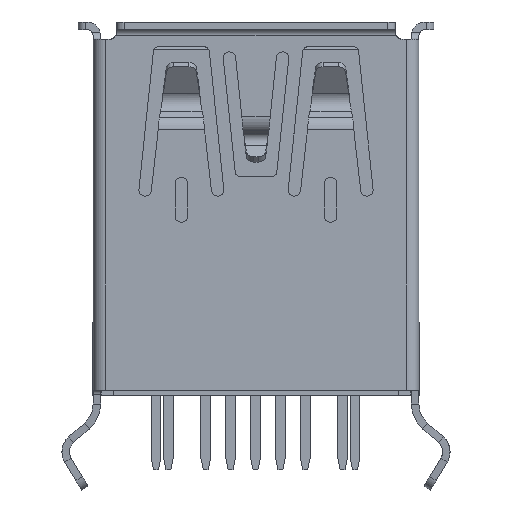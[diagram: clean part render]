
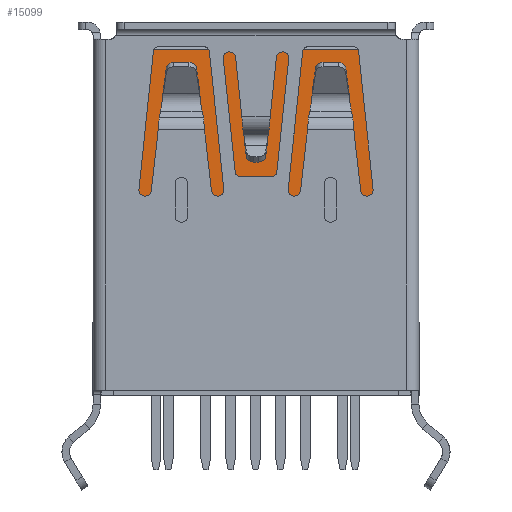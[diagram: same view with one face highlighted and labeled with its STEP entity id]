
A CAD part, top view. The second image highlights one B-rep face of the part: STEP entity #15099.
In plain terms, the highlighted planar face has unit normal (0, 0, 1).
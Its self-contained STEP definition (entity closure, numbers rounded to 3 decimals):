
#1460=DIRECTION('',(-1.,0.,0.));
#1461=VECTOR('',#1460,10.3);
#1462=CARTESIAN_POINT('',(5.15,4.56,1.84));
#1463=LINE('',#1462,#1461);
#4365=DIRECTION('',(0.,-1.,0.));
#4366=VECTOR('',#4365,9.34);
#4367=CARTESIAN_POINT('',(5.15,13.9,1.84));
#4368=LINE('',#4367,#4366);
#4375=CARTESIAN_POINT('',(5.15,13.9,1.84));
#4385=DIRECTION('',(0.,1.,0.));
#4386=VECTOR('',#4385,9.34);
#4387=CARTESIAN_POINT('',(-5.15,4.56,1.84));
#4388=LINE('',#4387,#4386);
#4413=DIRECTION('',(1.,0.,0.));
#4414=VECTOR('',#4413,10.3);
#4415=CARTESIAN_POINT('',(-5.15,13.9,1.84));
#4416=LINE('',#4415,#4414);
#4481=DIRECTION('',(1.,0.,0.));
#4482=VECTOR('',#4481,1.612);
#4483=CARTESIAN_POINT('',(-3.806,11.416,1.84));
#4484=LINE('',#4483,#4482);
#4485=CARTESIAN_POINT('',(-3.733,12.229,1.84));
#4486=CARTESIAN_POINT('',(-3.737,12.175,1.84));
#4487=CARTESIAN_POINT('',(-3.746,12.066,1.84));
#4488=CARTESIAN_POINT('',(-3.761,11.904,1.84));
#4489=CARTESIAN_POINT('',(-3.777,11.742,1.84));
#4490=CARTESIAN_POINT('',(-3.793,11.579,1.84));
#4491=CARTESIAN_POINT('',(-3.802,11.471,1.84));
#4492=CARTESIAN_POINT('',(-3.806,11.416,1.84));
#4502=DIRECTION('',(-1.,0.,0.));
#4503=VECTOR('',#4502,1.467);
#4504=CARTESIAN_POINT('',(-2.266,12.229,1.84));
#4505=LINE('',#4504,#4503);
#4524=CARTESIAN_POINT('',(-2.193,11.416,1.84));
#4525=CARTESIAN_POINT('',(-2.197,11.471,1.84));
#4526=CARTESIAN_POINT('',(-2.206,11.579,1.84));
#4527=CARTESIAN_POINT('',(-2.221,11.742,1.84));
#4528=CARTESIAN_POINT('',(-2.238,11.904,1.84));
#4529=CARTESIAN_POINT('',(-2.253,12.066,1.84));
#4530=CARTESIAN_POINT('',(-2.262,12.175,1.84));
#4531=CARTESIAN_POINT('',(-2.266,12.229,1.84));
#4777=DIRECTION('',(-1.,0.,0.));
#4778=VECTOR('',#4777,1.467);
#4779=CARTESIAN_POINT('',(3.733,12.229,1.84));
#4780=LINE('',#4779,#4778);
#4781=CARTESIAN_POINT('',(3.806,11.416,1.84));
#4782=CARTESIAN_POINT('',(3.802,11.471,1.84));
#4783=CARTESIAN_POINT('',(3.793,11.579,1.84));
#4784=CARTESIAN_POINT('',(3.777,11.742,1.84));
#4785=CARTESIAN_POINT('',(3.761,11.904,1.84));
#4786=CARTESIAN_POINT('',(3.746,12.066,1.84));
#4787=CARTESIAN_POINT('',(3.737,12.175,1.84));
#4788=CARTESIAN_POINT('',(3.733,12.229,1.84));
#4798=DIRECTION('',(1.,0.,0.));
#4799=VECTOR('',#4798,1.612);
#4800=CARTESIAN_POINT('',(2.193,11.416,1.84));
#4801=LINE('',#4800,#4799);
#4820=CARTESIAN_POINT('',(2.266,12.229,1.84));
#4821=CARTESIAN_POINT('',(2.262,12.175,1.84));
#4822=CARTESIAN_POINT('',(2.253,12.066,1.84));
#4823=CARTESIAN_POINT('',(2.238,11.904,1.84));
#4824=CARTESIAN_POINT('',(2.221,11.742,1.84));
#4825=CARTESIAN_POINT('',(2.206,11.579,1.84));
#4826=CARTESIAN_POINT('',(2.197,11.471,1.84));
#4827=CARTESIAN_POINT('',(2.193,11.416,1.84));
#7365=CARTESIAN_POINT('',(-5.15,4.56,1.84));
#7366=VERTEX_POINT('',#7365);
#7367=CARTESIAN_POINT('',(5.15,4.56,1.84));
#7368=VERTEX_POINT('',#7367);
#7585=VERTEX_POINT('',#4375);
#7586=CARTESIAN_POINT('',(-5.15,13.9,1.84));
#7587=VERTEX_POINT('',#7586);
#7588=VERTEX_POINT('',#4524);
#7589=VERTEX_POINT('',#4531);
#7590=CARTESIAN_POINT('',(-3.733,12.229,1.84));
#7591=VERTEX_POINT('',#7590);
#7592=VERTEX_POINT('',#4492);
#7593=VERTEX_POINT('',#4820);
#7594=VERTEX_POINT('',#4827);
#7595=CARTESIAN_POINT('',(3.806,11.416,1.84));
#7596=VERTEX_POINT('',#7595);
#7597=VERTEX_POINT('',#4788);
#15066=CARTESIAN_POINT('',(5.55,13.9,1.84));
#15067=DIRECTION('',(0.,0.,1.));
#15068=DIRECTION('',(0.,-1.,0.));
#15069=AXIS2_PLACEMENT_3D('',#15066,#15067,#15068);
#15070=PLANE('',#15069);
#15072=ORIENTED_EDGE('',*,*,#15071,.T.);
#15074=ORIENTED_EDGE('',*,*,#15073,.T.);
#15075=ORIENTED_EDGE('',*,*,#15055,.T.);
#15076=ORIENTED_EDGE('',*,*,#10561,.T.);
#15077=EDGE_LOOP('',(#15072,#15074,#15075,#15076));
#15078=FACE_OUTER_BOUND('',#15077,.F.);
#15080=ORIENTED_EDGE('',*,*,#15079,.T.);
#15082=ORIENTED_EDGE('',*,*,#15081,.T.);
#15084=ORIENTED_EDGE('',*,*,#15083,.T.);
#15086=ORIENTED_EDGE('',*,*,#15085,.T.);
#15087=EDGE_LOOP('',(#15080,#15082,#15084,#15086));
#15088=FACE_BOUND('',#15087,.F.);
#15090=ORIENTED_EDGE('',*,*,#15089,.T.);
#15092=ORIENTED_EDGE('',*,*,#15091,.T.);
#15094=ORIENTED_EDGE('',*,*,#15093,.T.);
#15096=ORIENTED_EDGE('',*,*,#15095,.T.);
#15097=EDGE_LOOP('',(#15090,#15092,#15094,#15096));
#15098=FACE_BOUND('',#15097,.F.);
#15099=ADVANCED_FACE('',(#15078,#15088,#15098),#15070,.T.);
#4493=B_SPLINE_CURVE_WITH_KNOTS('',3,(#4485,#4486,#4487,#4488,#4489,#4490,#4491,
#4492),.UNSPECIFIED.,.F.,.F.,(4,1,1,1,1,4),(0.,0.2,0.4,0.6,0.8,1.),
.UNSPECIFIED.);
#4532=B_SPLINE_CURVE_WITH_KNOTS('',3,(#4524,#4525,#4526,#4527,#4528,#4529,#4530,
#4531),.UNSPECIFIED.,.F.,.F.,(4,1,1,1,1,4),(0.,0.2,0.4,0.6,0.8,1.),
.UNSPECIFIED.);
#4789=B_SPLINE_CURVE_WITH_KNOTS('',3,(#4781,#4782,#4783,#4784,#4785,#4786,#4787,
#4788),.UNSPECIFIED.,.F.,.F.,(4,1,1,1,1,4),(0.,0.2,0.4,0.6,0.8,1.),
.UNSPECIFIED.);
#4828=B_SPLINE_CURVE_WITH_KNOTS('',3,(#4820,#4821,#4822,#4823,#4824,#4825,#4826,
#4827),.UNSPECIFIED.,.F.,.F.,(4,1,1,1,1,4),(0.,0.2,0.4,0.6,0.8,1.),
.UNSPECIFIED.);
#10561=EDGE_CURVE('',#7368,#7366,#1463,.T.);
#15055=EDGE_CURVE('',#7585,#7368,#4368,.T.);
#15071=EDGE_CURVE('',#7366,#7587,#4388,.T.);
#15073=EDGE_CURVE('',#7587,#7585,#4416,.T.);
#15079=EDGE_CURVE('',#7592,#7588,#4484,.T.);
#15081=EDGE_CURVE('',#7588,#7589,#4532,.T.);
#15083=EDGE_CURVE('',#7589,#7591,#4505,.T.);
#15085=EDGE_CURVE('',#7591,#7592,#4493,.T.);
#15089=EDGE_CURVE('',#7597,#7593,#4780,.T.);
#15091=EDGE_CURVE('',#7593,#7594,#4828,.T.);
#15093=EDGE_CURVE('',#7594,#7596,#4801,.T.);
#15095=EDGE_CURVE('',#7596,#7597,#4789,.T.);
